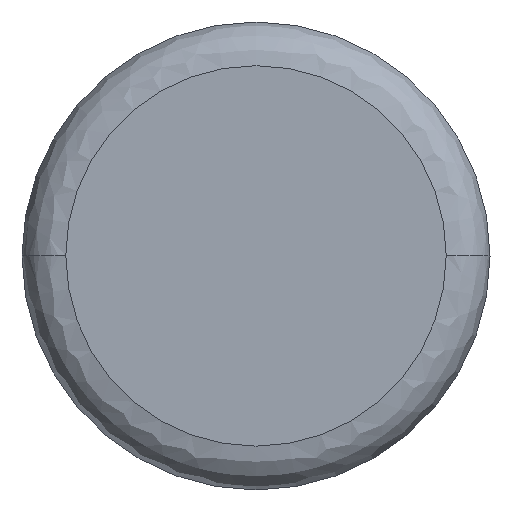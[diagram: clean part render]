
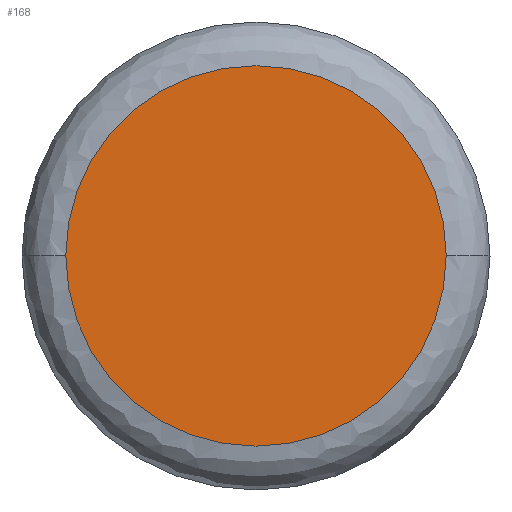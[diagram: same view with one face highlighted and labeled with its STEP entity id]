
A CAD part, top view. The second image highlights one B-rep face of the part: STEP entity #168.
In plain terms, the highlighted planar face has unit normal (0, 0, 1).
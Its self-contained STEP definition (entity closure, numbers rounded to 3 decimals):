
#168=ADVANCED_FACE('',(#756),#755,.T.);
#755=PLANE('',#1419);
#756=FACE_OUTER_BOUND('',#1420,.T.);
#1416=CARTESIAN_POINT('',(-8.454,-13.517,0.));
#1417=DIRECTION('',(0.,0.,1.));
#1418=DIRECTION('',(1.,0.,0.));
#1419=AXIS2_PLACEMENT_3D('',#1416,#1417,#1418);
#1420=EDGE_LOOP('',(#1956,#1957));
#1956=ORIENTED_EDGE('',*,*,#2202,.F.);
#1957=ORIENTED_EDGE('',*,*,#2203,.F.);
#2202=EDGE_CURVE('',#3246,#3247,#3248,.T.);
#2203=EDGE_CURVE('',#3247,#3246,#3254,.T.);
#3246=VERTEX_POINT('',#4216);
#3247=VERTEX_POINT('',#4217);
#3248=CIRCLE('',#4221,6.503);
#3254=CIRCLE('',#4225,6.503);
#4216=CARTESIAN_POINT('',(6.503,0.,0.));
#4217=CARTESIAN_POINT('',(-6.503,0.,0.));
#4218=CARTESIAN_POINT('',(0.,0.,0.));
#4219=DIRECTION('',(0.,0.,-1.));
#4220=DIRECTION('',(-1.,0.,0.));
#4221=AXIS2_PLACEMENT_3D('',#4218,#4219,#4220);
#4222=CARTESIAN_POINT('',(0.,0.,0.));
#4223=DIRECTION('',(0.,0.,-1.));
#4224=DIRECTION('',(-1.,0.,0.));
#4225=AXIS2_PLACEMENT_3D('',#4222,#4223,#4224);
